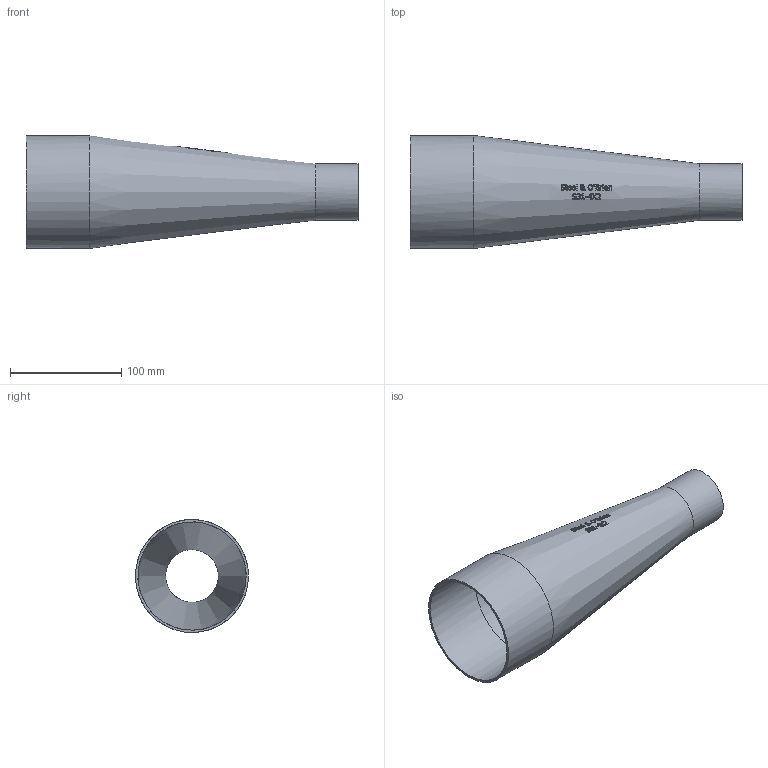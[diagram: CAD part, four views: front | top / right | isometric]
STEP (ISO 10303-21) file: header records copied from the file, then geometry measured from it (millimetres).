
FILE_DESCRIPTION(/* description */ (''),/* implementation_level */ '2;1');
FILE_NAME(/* name */ 'S31-4X2.stp',/* time_stamp */ '2018-11-28T15:53:54-05:00',/* author */ ('rick'),/* organization */ (''),/* preprocessor_version */ 'ST-DEVELOPER v15.2',/* originating_system */ 'Autodesk Inventor 2014',/* authorisation */ '');
FILE_SCHEMA (('AUTOMOTIVE_DESIGN { 1 0 10303 214 3 1 1 }'));
Length unit declared in the file: inch
Products named in the file (1): S31-4X2
Bounding box: 298.45 x 101.6 x 101.6 mm (x, y, z)
Volume: 137756.7 mm3; surface area: 144070.4 mm2
Topology: 1 solids, 1 shells, 342 faces, 930 edges, 620 vertices
Faces by surface type: bspline 166, plane 140, cone 32, cylinder 4
Full cylindrical faces by diameter (mm): 47.498 x1, 50.8 x1, 97.384 x1, 101.6 x1
Entity records: 13704 total; most frequent: CARTESIAN_POINT 6063, ORIENTED_EDGE 1840, DIRECTION 1090, EDGE_CURVE 920, VERTEX_POINT 616, LINE 428, VECTOR 428, EDGE_LOOP 380
